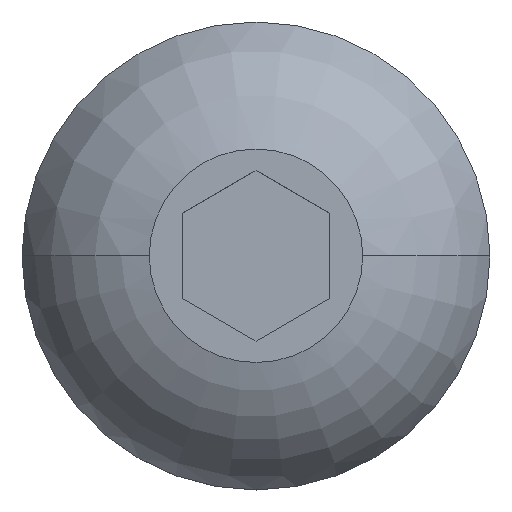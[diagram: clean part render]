
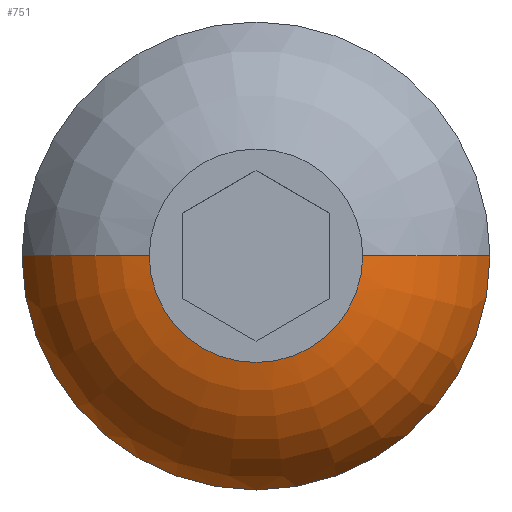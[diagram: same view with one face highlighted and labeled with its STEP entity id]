
A CAD part, top view. The second image highlights one B-rep face of the part: STEP entity #751.
In plain terms, the highlighted toroidal (fillet/blend) face has major radius 1.424 mm and minor radius 3.539 mm.
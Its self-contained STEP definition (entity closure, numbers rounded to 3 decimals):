
#17 = DIRECTION ( 'NONE',  ( -1., 0., 0. ) ) ;
#53 = EDGE_CURVE ( 'NONE', #777, #392, #242, .T. ) ;
#78 = CIRCLE ( 'NONE', #91, 4.75 ) ;
#91 = AXIS2_PLACEMENT_3D ( 'NONE', #404, #580, #108 ) ;
#108 = DIRECTION ( 'NONE',  ( -1., 0., 0. ) ) ;
#136 = DIRECTION ( 'NONE',  ( 0., 0., 1. ) ) ;
#156 = DIRECTION ( 'NONE',  ( 0., 0., -1. ) ) ;
#190 = CARTESIAN_POINT ( 'NONE',  ( 1.424, 0., -0.711 ) ) ;
#193 = ORIENTED_EDGE ( 'NONE', *, *, #425, .F. ) ;
#229 = AXIS2_PLACEMENT_3D ( 'NONE', #190, #292, #255 ) ;
#242 = CIRCLE ( 'NONE', #229, 3.539 ) ;
#253 = CARTESIAN_POINT ( 'NONE',  ( -2.167, 0., 2.75 ) ) ;
#255 = DIRECTION ( 'NONE',  ( -1., 0., 0. ) ) ;
#273 = CARTESIAN_POINT ( 'NONE',  ( 2.167, 0., 2.75 ) ) ;
#274 = EDGE_LOOP ( 'NONE', ( #380, #369, #628, #193 ) ) ;
#276 = CARTESIAN_POINT ( 'NONE',  ( -1.424, 0., -0.711 ) ) ;
#291 = CARTESIAN_POINT ( 'NONE',  ( 4.75, 0., 0.5 ) ) ;
#292 = DIRECTION ( 'NONE',  ( 0., 1., 0. ) ) ;
#300 = AXIS2_PLACEMENT_3D ( 'NONE', #500, #136, #17 ) ;
#303 = CIRCLE ( 'NONE', #300, 2.167 ) ;
#311 = TOROIDAL_SURFACE ( 'NONE', #709, 1.424, 3.539 ) ;
#351 = VERTEX_POINT ( 'NONE', #569 ) ;
#369 = ORIENTED_EDGE ( 'NONE', *, *, #576, .F. ) ;
#380 = ORIENTED_EDGE ( 'NONE', *, *, #53, .F. ) ;
#392 = VERTEX_POINT ( 'NONE', #291 ) ;
#404 = CARTESIAN_POINT ( 'NONE',  ( 0., 0., 0.5 ) ) ;
#425 = EDGE_CURVE ( 'NONE', #392, #351, #78, .T. ) ;
#458 = FACE_OUTER_BOUND ( 'NONE', #274, .T. ) ;
#479 = CIRCLE ( 'NONE', #596, 3.539 ) ;
#500 = CARTESIAN_POINT ( 'NONE',  ( 0., 0., 2.75 ) ) ;
#525 = VERTEX_POINT ( 'NONE', #253 ) ;
#569 = CARTESIAN_POINT ( 'NONE',  ( -4.75, 0., 0.5 ) ) ;
#576 = EDGE_CURVE ( 'NONE', #525, #777, #303, .T. ) ;
#580 = DIRECTION ( 'NONE',  ( 0., 0., -1. ) ) ;
#596 = AXIS2_PLACEMENT_3D ( 'NONE', #276, #697, #156 ) ;
#628 = ORIENTED_EDGE ( 'NONE', *, *, #703, .T. ) ;
#630 = DIRECTION ( 'NONE',  ( 0., 0., -1. ) ) ;
#693 = CARTESIAN_POINT ( 'NONE',  ( 0., 0., -0.711 ) ) ;
#697 = DIRECTION ( 'NONE',  ( 0., -1., 0. ) ) ;
#703 = EDGE_CURVE ( 'NONE', #525, #351, #479, .T. ) ;
#709 = AXIS2_PLACEMENT_3D ( 'NONE', #693, #630, #748 ) ;
#748 = DIRECTION ( 'NONE',  ( -1., 0., 0. ) ) ;
#751 = ADVANCED_FACE ( 'NONE', ( #458 ), #311, .T. ) ;
#777 = VERTEX_POINT ( 'NONE', #273 ) ;
